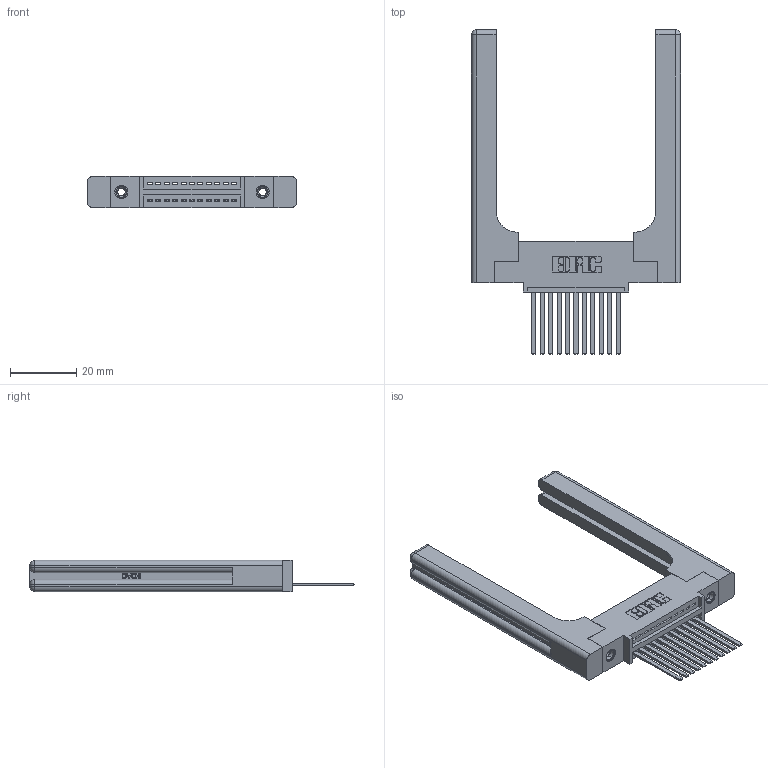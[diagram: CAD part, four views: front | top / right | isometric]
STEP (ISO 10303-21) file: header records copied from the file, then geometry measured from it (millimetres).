
FILE_DESCRIPTION (( 'STEP AP203' ), '1' );
FILE_NAME ('345-011-544-458.STEP', '2019-10-04T00:27:24', ( '' ), ( '' ), 'SwSTEP 2.0', 'SolidWorks 2016', '' );
FILE_SCHEMA (( 'CONFIG_CONTROL_DESIGN' ));
Length unit declared in the file: inch
Products named in the file (5): 345-220-058_345-220-058; 345-292-001_345-293-144; 345-011-544-458; 345-250-001_345-250-001-102; 345 Part_0.110 Offset - 0.156 Dia-TH
Assembly tree (16 placements, depth 2):
  345-011-544-458
    345 Part_0.110 Offset - 0.156 Dia-TH
    345-292-001_345-293-144  x11
    345-250-001_345-250-001-102  x2
    345-220-058_345-220-058  x2
Bounding box: 62.97 x 97.71 x 9.4 mm (x, y, z)
Volume: 14285.7 mm3; surface area: 13030.6 mm2
Topology: 16 solids, 16 shells, 958 faces, 2757 edges, 1802 vertices
Faces by surface type: plane 628, cylinder 270, bspline 36, cone 12, sphere 8, torus 4
Entity records: 17582 total; most frequent: CARTESIAN_POINT 4018, ORIENTED_EDGE 2760, DIRECTION 2498, EDGE_CURVE 1380, LINE 1116, VECTOR 1116, VERTEX_POINT 910, AXIS2_PLACEMENT_3D 691
